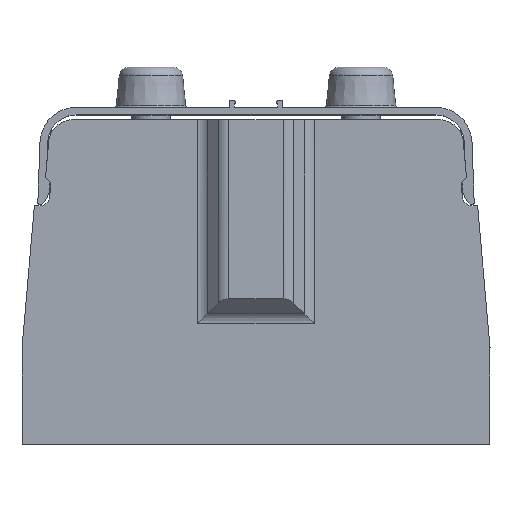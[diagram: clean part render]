
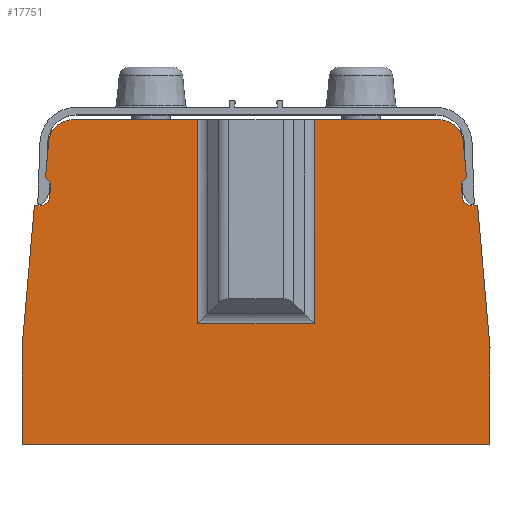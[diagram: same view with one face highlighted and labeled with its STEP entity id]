
A CAD part, top view. The second image highlights one B-rep face of the part: STEP entity #17751.
In plain terms, the highlighted planar face has unit normal (0, 0, 1).
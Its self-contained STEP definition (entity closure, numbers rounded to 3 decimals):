
#978=DIRECTION('',(1.,0.,0.));
#979=VECTOR('',#978,26.176);
#980=CARTESIAN_POINT('',(12.243,68.,67.5));
#981=LINE('',#980,#979);
#982=CARTESIAN_POINT('',(38.418,63.,67.5));
#983=DIRECTION('',(0.,0.,-1.));
#984=DIRECTION('',(0.,1.,0.));
#985=AXIS2_PLACEMENT_3D('',#982,#983,#984);
#987=DIRECTION('',(0.087,-0.996,0.));
#988=VECTOR('',#987,7.464);
#989=CARTESIAN_POINT('',(43.399,63.436,67.5));
#990=LINE('',#989,#988);
#991=DIRECTION('',(-0.707,-0.707,0.));
#992=VECTOR('',#991,1.566);
#993=CARTESIAN_POINT('',(44.05,56.,67.5));
#994=LINE('',#993,#992);
#995=DIRECTION('',(0.087,-0.996,0.));
#996=VECTOR('',#995,3.078);
#997=CARTESIAN_POINT('',(42.942,54.892,67.5));
#998=LINE('',#997,#996);
#999=CARTESIAN_POINT('',(45.203,52.,67.5));
#1000=DIRECTION('',(0.,0.,1.));
#1001=DIRECTION('',(-0.996,-0.087,0.));
#1002=AXIS2_PLACEMENT_3D('',#999,#1000,#1001);
#1004=DIRECTION('',(1.,0.,0.));
#1005=VECTOR('',#1004,1.197);
#1006=CARTESIAN_POINT('',(45.203,50.,67.5));
#1007=LINE('',#1006,#1005);
#1008=DIRECTION('',(0.087,-0.996,0.));
#1009=VECTOR('',#1008,29.788);
#1010=CARTESIAN_POINT('',(46.4,50.,67.5));
#1011=LINE('',#1010,#1009);
#1012=CARTESIAN_POINT('',(48.,20.238,67.5));
#1013=DIRECTION('',(0.,0.,-1.));
#1014=DIRECTION('',(0.996,0.087,0.));
#1015=AXIS2_PLACEMENT_3D('',#1012,#1013,#1014);
#1017=DIRECTION('',(0.,-1.,0.));
#1018=VECTOR('',#1017,20.238);
#1019=CARTESIAN_POINT('',(49.,20.238,67.5));
#1020=LINE('',#1019,#1018);
#1021=DIRECTION('',(-1.,0.,0.));
#1022=VECTOR('',#1021,98.);
#1023=CARTESIAN_POINT('',(49.,0.,67.5));
#1024=LINE('',#1023,#1022);
#1025=DIRECTION('',(0.,1.,0.));
#1026=VECTOR('',#1025,20.238);
#1027=CARTESIAN_POINT('',(-49.,0.,67.5));
#1028=LINE('',#1027,#1026);
#1029=CARTESIAN_POINT('',(-48.,20.238,67.5));
#1030=DIRECTION('',(0.,0.,-1.));
#1031=DIRECTION('',(-1.,0.,0.));
#1032=AXIS2_PLACEMENT_3D('',#1029,#1030,#1031);
#1034=DIRECTION('',(0.087,0.996,0.));
#1035=VECTOR('',#1034,29.788);
#1036=CARTESIAN_POINT('',(-48.996,20.325,67.5));
#1037=LINE('',#1036,#1035);
#1038=DIRECTION('',(1.,0.,0.));
#1039=VECTOR('',#1038,1.197);
#1040=CARTESIAN_POINT('',(-46.4,50.,67.5));
#1041=LINE('',#1040,#1039);
#1042=CARTESIAN_POINT('',(-45.203,52.,67.5));
#1043=DIRECTION('',(0.,0.,1.));
#1044=DIRECTION('',(0.,-1.,0.));
#1045=AXIS2_PLACEMENT_3D('',#1042,#1043,#1044);
#1047=DIRECTION('',(0.087,0.996,0.));
#1048=VECTOR('',#1047,3.078);
#1049=CARTESIAN_POINT('',(-43.211,51.826,67.5));
#1050=LINE('',#1049,#1048);
#1051=DIRECTION('',(-0.707,0.707,0.));
#1052=VECTOR('',#1051,1.566);
#1053=CARTESIAN_POINT('',(-42.942,54.892,67.5));
#1054=LINE('',#1053,#1052);
#1055=DIRECTION('',(0.087,0.996,0.));
#1056=VECTOR('',#1055,7.464);
#1057=CARTESIAN_POINT('',(-44.05,56.,67.5));
#1058=LINE('',#1057,#1056);
#1059=CARTESIAN_POINT('',(-38.418,63.,67.5));
#1060=DIRECTION('',(0.,0.,-1.));
#1061=DIRECTION('',(-0.996,0.087,0.));
#1062=AXIS2_PLACEMENT_3D('',#1059,#1060,#1061);
#1064=DIRECTION('',(1.,0.,0.));
#1065=VECTOR('',#1064,26.176);
#1066=CARTESIAN_POINT('',(-38.418,68.,67.5));
#1067=LINE('',#1066,#1065);
#1068=DIRECTION('',(0.,1.,0.));
#1069=VECTOR('',#1068,42.743);
#1070=CARTESIAN_POINT('',(-12.243,25.257,67.5));
#1071=LINE('',#1070,#1069);
#1072=DIRECTION('',(-1.,0.,0.));
#1073=VECTOR('',#1072,24.485);
#1074=CARTESIAN_POINT('',(12.243,25.257,67.5));
#1075=LINE('',#1074,#1073);
#1076=CARTESIAN_POINT('',(-12.243,25.257,67.5));
#1090=DIRECTION('',(0.,-1.,0.));
#1091=VECTOR('',#1090,42.743);
#1092=CARTESIAN_POINT('',(12.243,68.,67.5));
#1093=LINE('',#1092,#1091);
#13530=CARTESIAN_POINT('',(12.243,68.,67.5));
#13532=VERTEX_POINT('',#13530);
#13544=CARTESIAN_POINT('',(-12.243,68.,67.5));
#13545=VERTEX_POINT('',#13544);
#13554=CARTESIAN_POINT('',(43.399,63.436,67.5));
#13555=VERTEX_POINT('',#13554);
#13556=CARTESIAN_POINT('',(38.418,68.,67.5));
#13557=VERTEX_POINT('',#13556);
#13558=CARTESIAN_POINT('',(42.942,54.892,67.5));
#13559=VERTEX_POINT('',#13558);
#13560=CARTESIAN_POINT('',(45.203,50.,67.5));
#13561=VERTEX_POINT('',#13560);
#13562=CARTESIAN_POINT('',(43.211,51.826,67.5));
#13563=VERTEX_POINT('',#13562);
#13564=CARTESIAN_POINT('',(46.4,50.,67.5));
#13565=VERTEX_POINT('',#13564);
#13566=CARTESIAN_POINT('',(49.,20.238,67.5));
#13567=VERTEX_POINT('',#13566);
#13568=CARTESIAN_POINT('',(48.996,20.325,67.5));
#13569=VERTEX_POINT('',#13568);
#13570=CARTESIAN_POINT('',(-48.996,20.325,67.5));
#13571=VERTEX_POINT('',#13570);
#13572=CARTESIAN_POINT('',(-49.,20.238,67.5));
#13573=VERTEX_POINT('',#13572);
#13574=CARTESIAN_POINT('',(-46.4,50.,67.5));
#13575=VERTEX_POINT('',#13574);
#13576=CARTESIAN_POINT('',(-43.211,51.826,67.5));
#13577=VERTEX_POINT('',#13576);
#13578=CARTESIAN_POINT('',(-45.203,50.,67.5));
#13579=VERTEX_POINT('',#13578);
#13580=CARTESIAN_POINT('',(-42.942,54.892,67.5));
#13581=VERTEX_POINT('',#13580);
#13582=CARTESIAN_POINT('',(-38.418,68.,67.5));
#13583=VERTEX_POINT('',#13582);
#13584=CARTESIAN_POINT('',(-43.399,63.436,67.5));
#13585=VERTEX_POINT('',#13584);
#13586=CARTESIAN_POINT('',(44.05,56.,67.5));
#13587=VERTEX_POINT('',#13586);
#13588=CARTESIAN_POINT('',(49.,0.,67.5));
#13589=VERTEX_POINT('',#13588);
#13590=CARTESIAN_POINT('',(-49.,0.,67.5));
#13591=VERTEX_POINT('',#13590);
#13592=CARTESIAN_POINT('',(-44.05,56.,67.5));
#13593=VERTEX_POINT('',#13592);
#13594=VERTEX_POINT('',#1076);
#13596=CARTESIAN_POINT('',(12.243,25.257,67.5));
#13597=VERTEX_POINT('',#13596);
#17700=CARTESIAN_POINT('',(0.,34.,67.5));
#17701=DIRECTION('',(0.,0.,1.));
#17702=DIRECTION('',(1.,0.,0.));
#17703=AXIS2_PLACEMENT_3D('',#17700,#17701,#17702);
#17704=PLANE('',#17703);
#17706=ORIENTED_EDGE('',*,*,#17705,.F.);
#17708=ORIENTED_EDGE('',*,*,#17707,.F.);
#17710=ORIENTED_EDGE('',*,*,#17709,.F.);
#17711=ORIENTED_EDGE('',*,*,#16761,.T.);
#17713=ORIENTED_EDGE('',*,*,#17712,.T.);
#17714=ORIENTED_EDGE('',*,*,#17691,.T.);
#17715=ORIENTED_EDGE('',*,*,#17603,.T.);
#17717=ORIENTED_EDGE('',*,*,#17716,.T.);
#17719=ORIENTED_EDGE('',*,*,#17718,.T.);
#17721=ORIENTED_EDGE('',*,*,#17720,.T.);
#17723=ORIENTED_EDGE('',*,*,#17722,.T.);
#17725=ORIENTED_EDGE('',*,*,#17724,.T.);
#17727=ORIENTED_EDGE('',*,*,#17726,.T.);
#17729=ORIENTED_EDGE('',*,*,#17728,.T.);
#17731=ORIENTED_EDGE('',*,*,#17730,.T.);
#17733=ORIENTED_EDGE('',*,*,#17732,.T.);
#17735=ORIENTED_EDGE('',*,*,#17734,.T.);
#17737=ORIENTED_EDGE('',*,*,#17736,.T.);
#17739=ORIENTED_EDGE('',*,*,#17738,.T.);
#17741=ORIENTED_EDGE('',*,*,#17740,.T.);
#17743=ORIENTED_EDGE('',*,*,#17742,.T.);
#17745=ORIENTED_EDGE('',*,*,#17744,.T.);
#17747=ORIENTED_EDGE('',*,*,#17746,.T.);
#17748=ORIENTED_EDGE('',*,*,#16777,.T.);
#17749=EDGE_LOOP('',(#17706,#17708,#17710,#17711,#17713,#17714,#17715,#17717,
#17719,#17721,#17723,#17725,#17727,#17729,#17731,#17733,#17735,#17737,#17739,
#17741,#17743,#17745,#17747,#17748));
#17750=FACE_OUTER_BOUND('',#17749,.F.);
#986=CIRCLE('',#985,5.);
#1003=CIRCLE('',#1002,2.);
#1016=CIRCLE('',#1015,1.);
#1033=CIRCLE('',#1032,1.);
#1046=CIRCLE('',#1045,2.);
#1063=CIRCLE('',#1062,5.);
#16761=EDGE_CURVE('',#13532,#13557,#981,.T.);
#16777=EDGE_CURVE('',#13583,#13545,#1067,.T.);
#17603=EDGE_CURVE('',#13587,#13559,#994,.T.);
#17691=EDGE_CURVE('',#13555,#13587,#990,.T.);
#17705=EDGE_CURVE('',#13594,#13545,#1071,.T.);
#17707=EDGE_CURVE('',#13597,#13594,#1075,.T.);
#17709=EDGE_CURVE('',#13532,#13597,#1093,.T.);
#17712=EDGE_CURVE('',#13557,#13555,#986,.T.);
#17716=EDGE_CURVE('',#13559,#13563,#998,.T.);
#17718=EDGE_CURVE('',#13563,#13561,#1003,.T.);
#17720=EDGE_CURVE('',#13561,#13565,#1007,.T.);
#17722=EDGE_CURVE('',#13565,#13569,#1011,.T.);
#17724=EDGE_CURVE('',#13569,#13567,#1016,.T.);
#17726=EDGE_CURVE('',#13567,#13589,#1020,.T.);
#17728=EDGE_CURVE('',#13589,#13591,#1024,.T.);
#17730=EDGE_CURVE('',#13591,#13573,#1028,.T.);
#17732=EDGE_CURVE('',#13573,#13571,#1033,.T.);
#17734=EDGE_CURVE('',#13571,#13575,#1037,.T.);
#17736=EDGE_CURVE('',#13575,#13579,#1041,.T.);
#17738=EDGE_CURVE('',#13579,#13577,#1046,.T.);
#17740=EDGE_CURVE('',#13577,#13581,#1050,.T.);
#17742=EDGE_CURVE('',#13581,#13593,#1054,.T.);
#17744=EDGE_CURVE('',#13593,#13585,#1058,.T.);
#17746=EDGE_CURVE('',#13585,#13583,#1063,.T.);
#17751=ADVANCED_FACE('',(#17750),#17704,.T.);
